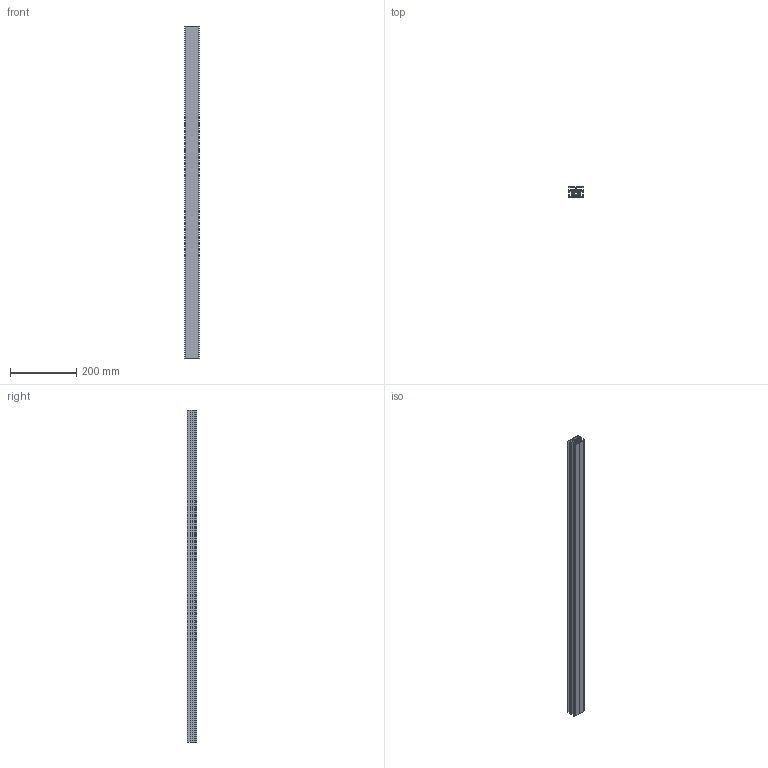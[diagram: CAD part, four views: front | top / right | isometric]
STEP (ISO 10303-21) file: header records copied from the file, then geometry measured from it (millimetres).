
FILE_DESCRIPTION(/* description */ (''),/* implementation_level */ '2;1');
FILE_NAME(/* name */ '10186_KriTec_Schutzgitterprofil_8_10_30x45_180_passend_fuer_Nut_10.stp',/* time_stamp */ '2014-09-05T13:25:51+02:00',/* author */ ('kostic'),/* organization */ (''),/* preprocessor_version */ 'ST-DEVELOPER v15.2',/* originating_system */ 'Autodesk Inventor 2014',/* authorisation */ '');
FILE_SCHEMA (('AUTOMOTIVE_DESIGN { 1 0 10303 214 3 1 1 }'));
Length unit declared in the file: millimetre
Products named in the file (1): 10186_KriTec_Schutzgitterprofil_8_10_30x45_180_passend_fuer_Nut_10
Bounding box: 45 x 30 x 1000 mm (x, y, z)
Volume: 454089.6 mm3; surface area: 486624.7 mm2
Topology: 1 solids, 1 shells, 148 faces, 438 edges, 292 vertices
Faces by surface type: plane 78, cylinder 70
Entity records: 5023 total; most frequent: CARTESIAN_POINT 879, ORIENTED_EDGE 876, DIRECTION 876, EDGE_CURVE 438, LINE 298, VECTOR 298, VERTEX_POINT 292, AXIS2_PLACEMENT_3D 289
